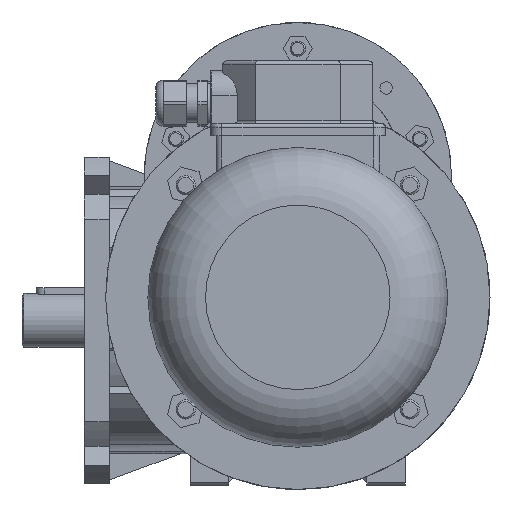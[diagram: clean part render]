
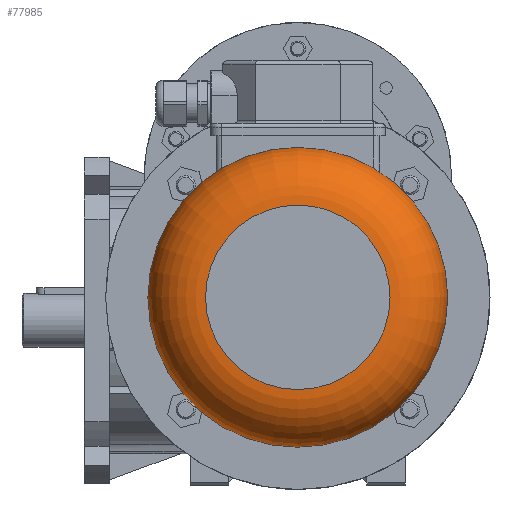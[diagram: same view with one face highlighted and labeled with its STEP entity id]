
A CAD part, left-side view. The second image highlights one B-rep face of the part: STEP entity #77985.
In plain terms, the highlighted toroidal (fillet/blend) face has major radius 48 mm and minor radius 30 mm.
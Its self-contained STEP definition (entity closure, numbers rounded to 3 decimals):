
#77878=CARTESIAN_POINT('',(-406.5,-78.,12.));
#77879=VERTEX_POINT('',#77878);
#77896=CARTESIAN_POINT('',(-406.5,0.,12.));
#77897=DIRECTION('',(-1.,0.,0.));
#77898=DIRECTION('',(-0.,-1.,-0.));
#77899=AXIS2_PLACEMENT_3D('',#77896,#77897,#77898);
#77900=CIRCLE('',#77899,78.);
#77901=EDGE_CURVE('',#77879,#77879,#77900,.T.);
#77960=CARTESIAN_POINT('',(-406.5,0.,12.));
#77961=DIRECTION('',(-1.,0.,0.));
#77962=DIRECTION('',(-0.,-1.,-0.));
#77963=AXIS2_PLACEMENT_3D('',#77960,#77961,#77962);
#77964=TOROIDAL_SURFACE('',#77963,48.,30.);
#77965=CARTESIAN_POINT('',(-436.5,-48.,12.));
#77966=VERTEX_POINT('',#77965);
#77967=CARTESIAN_POINT('',(-406.5,-48.,12.));
#77968=DIRECTION('',(-0.,-0.,1.));
#77969=DIRECTION('',(-0.,-1.,-0.));
#77970=AXIS2_PLACEMENT_3D('',#77967,#77968,#77969);
#77971=CIRCLE('',#77970,30.);
#77972=EDGE_CURVE('',#77966,#77879,#77971,.T.);
#77973=ORIENTED_EDGE('',*,*,#77972,.T.);
#77974=ORIENTED_EDGE('',*,*,#77901,.T.);
#77975=ORIENTED_EDGE('',*,*,#77972,.F.);
#77976=CARTESIAN_POINT('',(-436.5,0.,12.));
#77977=DIRECTION('',(-1.,0.,0.));
#77978=DIRECTION('',(-0.,-1.,-0.));
#77979=AXIS2_PLACEMENT_3D('',#77976,#77977,#77978);
#77980=CIRCLE('',#77979,48.);
#77981=EDGE_CURVE('',#77966,#77966,#77980,.T.);
#77982=ORIENTED_EDGE('',*,*,#77981,.F.);
#77983=EDGE_LOOP('',(#77973,#77974,#77975,#77982));
#77984=FACE_BOUND('',#77983,.T.);
#77985=ADVANCED_FACE('',(#77984),#77964,.T.);
